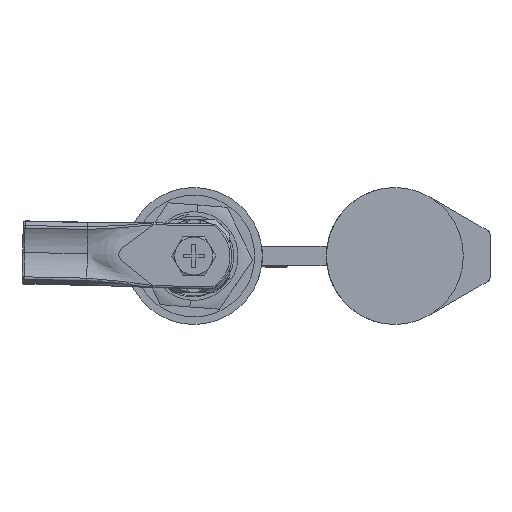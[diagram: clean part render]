
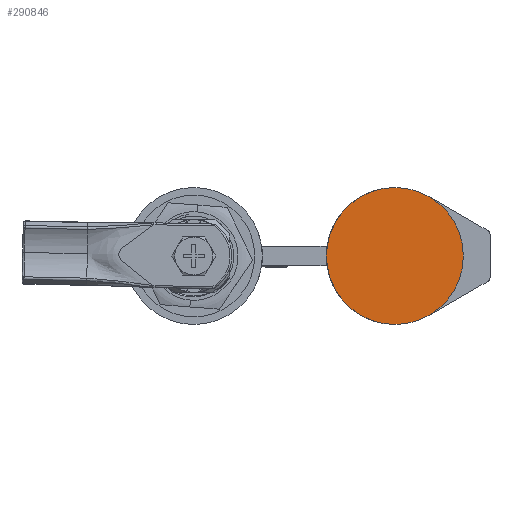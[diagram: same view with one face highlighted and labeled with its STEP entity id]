
A CAD part, front view. The second image highlights one B-rep face of the part: STEP entity #290846.
In plain terms, the highlighted planar face has unit normal (0, -1, 0).
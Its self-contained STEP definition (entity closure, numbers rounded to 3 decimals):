
#113561 = CARTESIAN_POINT ( 'NONE',  ( 51.476, -4.403, 18. ) ) ;
#113563 = CARTESIAN_POINT ( 'NONE',  ( 51.476, -4.403, -18. ) ) ;
#137375 = PLANE ( 'NONE',  #140684 ) ;
#137387 = FACE_OUTER_BOUND ( 'NONE', #320233, .T. ) ;
#137428 = CARTESIAN_POINT ( 'NONE',  ( 33.476, -4.403, 0. ) ) ;
#137430 = DIRECTION ( 'NONE',  ( 0., -1., 0. ) ) ;
#137432 = DIRECTION ( 'NONE',  ( 0., 0., -1. ) ) ;
#140684 = AXIS2_PLACEMENT_3D ( 'NONE', #137428, #137430, #137432 ) ;
#152688 = CIRCLE ( 'NONE', #152698, 18. ) ;
#152698 = AXIS2_PLACEMENT_3D ( 'NONE', #188598, #188601, #188602 ) ;
#152897 = CIRCLE ( 'NONE', #152900, 18. ) ;
#152900 = AXIS2_PLACEMENT_3D ( 'NONE', #190055, #190059, #190062 ) ;
#169593 = ORIENTED_EDGE ( 'NONE', *, *, #172549, .F. ) ;
#169597 = ORIENTED_EDGE ( 'NONE', *, *, #172813, .F. ) ;
#172549 = EDGE_CURVE ( 'NONE', #285695, #285697, #152688, .T. ) ;
#172813 = EDGE_CURVE ( 'NONE', #285697, #285695, #152897, .T. ) ;
#188598 = CARTESIAN_POINT ( 'NONE',  ( 51.476, -4.403, 0. ) ) ;
#188601 = DIRECTION ( 'NONE',  ( 0., 1., 0. ) ) ;
#188602 = DIRECTION ( 'NONE',  ( 0., 0., 1. ) ) ;
#190055 = CARTESIAN_POINT ( 'NONE',  ( 51.476, -4.403, 0. ) ) ;
#190059 = DIRECTION ( 'NONE',  ( 0., 1., 0. ) ) ;
#190062 = DIRECTION ( 'NONE',  ( 0., 0., 1. ) ) ;
#285695 = VERTEX_POINT ( 'NONE', #113561 ) ;
#285697 = VERTEX_POINT ( 'NONE', #113563 ) ;
#290846 = ADVANCED_FACE ( 'NONE', ( #137387 ), #137375, .T. ) ;
#320233 = EDGE_LOOP ( 'NONE', ( #169593, #169597 ) ) ;
